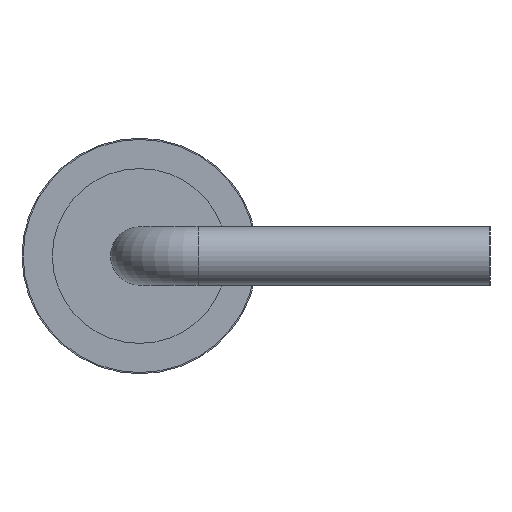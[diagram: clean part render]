
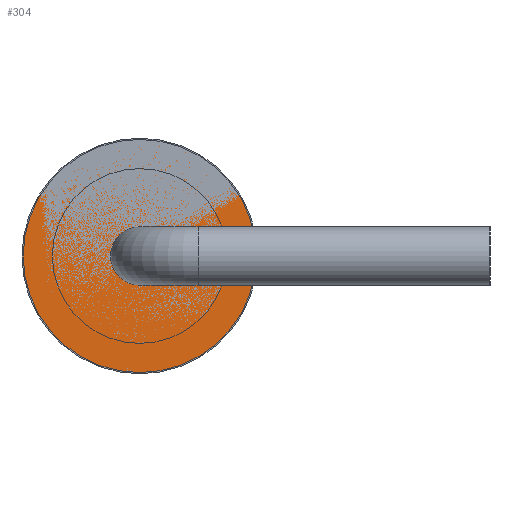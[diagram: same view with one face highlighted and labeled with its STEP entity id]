
A CAD part, left-side view. The second image highlights one B-rep face of the part: STEP entity #304.
In plain terms, the highlighted face is planar.
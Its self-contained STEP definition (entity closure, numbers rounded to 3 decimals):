
#276 = VERTEX_POINT('',#277);
#277 = CARTESIAN_POINT('',(1.,0.,0.));
#293 = EDGE_CURVE('',#276,#276,#294,.T.);
#294 = CIRCLE('',#295,1.);
#295 = AXIS2_PLACEMENT_3D('',#296,#297,#298);
#296 = CARTESIAN_POINT('',(0.,0.,0.));
#297 = DIRECTION('',(0.,0.,1.));
#298 = DIRECTION('',(1.,0.,-0.));
#304 = ADVANCED_FACE('',(#305),#308,.F.);
#305 = FACE_BOUND('',#306,.T.);
#306 = EDGE_LOOP('',(#307));
#307 = ORIENTED_EDGE('',*,*,#293,.F.);
#308 = PLANE('',#309);
#309 = AXIS2_PLACEMENT_3D('',#310,#311,#312);
#310 = CARTESIAN_POINT('',(0.,0.,0.));
#311 = DIRECTION('',(0.,0.,1.));
#312 = DIRECTION('',(1.,0.,-0.));
